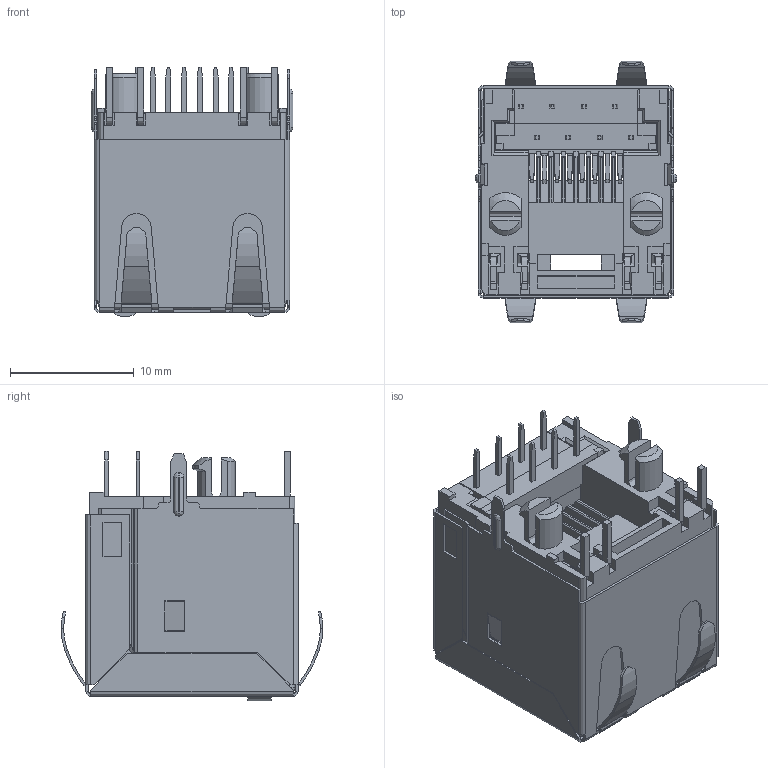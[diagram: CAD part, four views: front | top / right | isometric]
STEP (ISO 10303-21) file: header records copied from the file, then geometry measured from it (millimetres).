
FILE_DESCRIPTION (( 'STEP AP203' ), '1' );
FILE_NAME ('M-RJE45-188-1XX1-REVT1.STEP', '2016-12-07T09:06:22', ( '' ), ( '' ), 'SwSTEP 2.0', 'SolidWorks 2016', '' );
FILE_SCHEMA (( 'CONFIG_CONTROL_DESIGN' ));
Length unit declared in the file: inch
Products named in the file (1): M-RJE45-188-1XX1-REVT1
Bounding box: 16.34 x 21.19 x 20.18 mm (x, y, z)
Volume: 2516.2 mm3; surface area: 6166.8 mm2
Topology: 2 solids, 2 shells, 1520 faces, 4188 edges, 2660 vertices
Faces by surface type: plane 1141, cylinder 227, bspline 132, sphere 10, cone 6, torus 4
Entity records: 50518 total; most frequent: CARTESIAN_POINT 12842, ORIENTED_EDGE 8372, DIRECTION 6932, EDGE_CURVE 4186, LINE 3442, VECTOR 3442, VERTEX_POINT 2660, AXIS2_PLACEMENT_3D 1745
